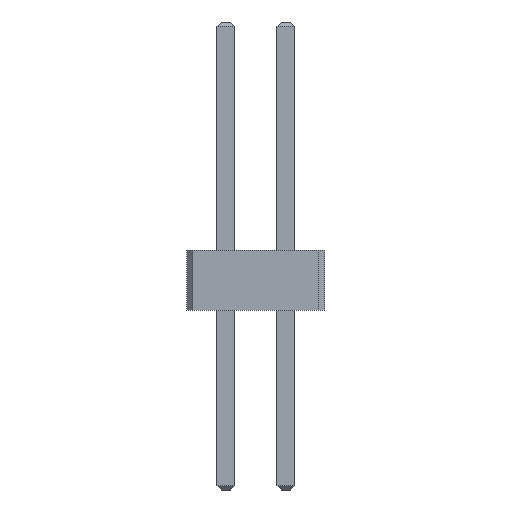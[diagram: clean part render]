
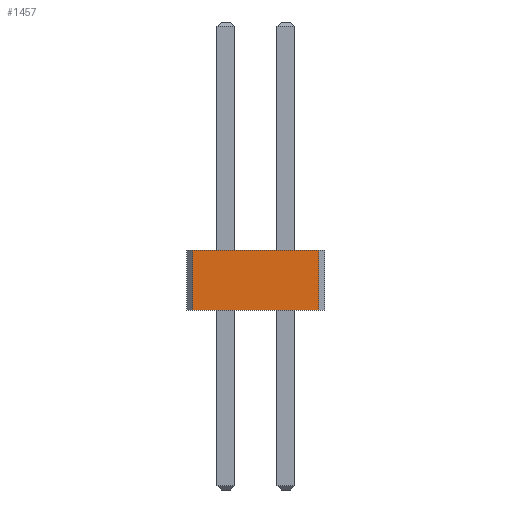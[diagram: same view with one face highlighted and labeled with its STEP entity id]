
A CAD part, front view. The second image highlights one B-rep face of the part: STEP entity #1457.
In plain terms, the highlighted planar face has unit normal (0, -1, 0).
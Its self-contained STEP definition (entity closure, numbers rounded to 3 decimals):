
#13=DIRECTION('',(0.,0.,1.));
#27=VECTOR('',#13,1.);
#67=DIRECTION('',(1.,0.,0.));
#1444=VERTEX_POINT('',#1445);
#1445=CARTESIAN_POINT('',(-0.55,-24.5,1.));
#1448=EDGE_CURVE('',#1449,#1444,#1451,.T.);
#1449=VERTEX_POINT('',#1450);
#1450=CARTESIAN_POINT('',(-0.55,-24.5,0.));
#1451=LINE('',#1450,#27);
#1457=ADVANCED_FACE('',(#1458),#1475,.F.);
#1458=FACE_BOUND('',#1459,.F.);
#1459=EDGE_LOOP('',(#1460,#1461,#1467,#1472));
#1460=ORIENTED_EDGE('',*,*,#1448,.T.);
#1461=ORIENTED_EDGE('',*,*,#1462,.T.);
#1462=EDGE_CURVE('',#1444,#1463,#1465,.T.);
#1463=VERTEX_POINT('',#1464);
#1464=CARTESIAN_POINT('',(1.55,-24.5,1.));
#1465=LINE('',#1445,#1466);
#1466=VECTOR('',#67,1.);
#1467=ORIENTED_EDGE('',*,*,#1468,.F.);
#1468=EDGE_CURVE('',#1469,#1463,#1471,.T.);
#1469=VERTEX_POINT('',#1470);
#1470=CARTESIAN_POINT('',(1.55,-24.5,0.));
#1471=LINE('',#1470,#27);
#1472=ORIENTED_EDGE('',*,*,#1473,.F.);
#1473=EDGE_CURVE('',#1449,#1469,#1474,.T.);
#1474=LINE('',#1450,#1466);
#1475=PLANE('',#1476);
#1476=AXIS2_PLACEMENT_3D('',#1450,#1477,#67);
#1477=DIRECTION('',(0.,1.,0.));
